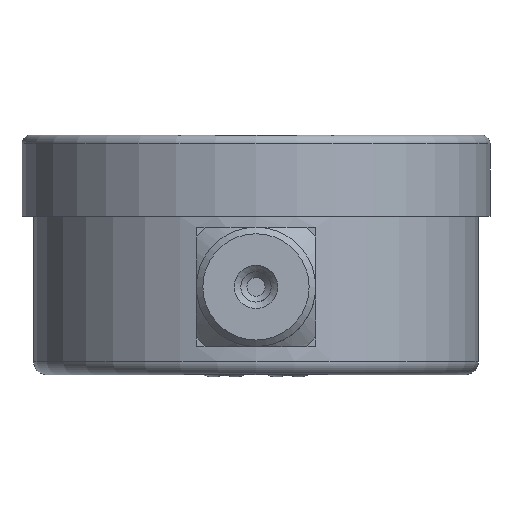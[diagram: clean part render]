
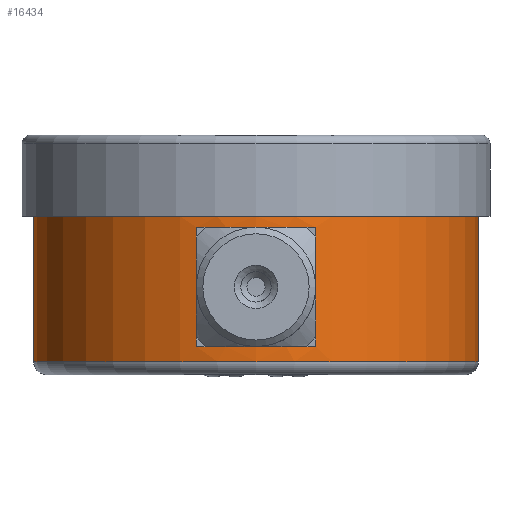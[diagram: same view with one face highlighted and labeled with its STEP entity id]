
A CAD part, front view. The second image highlights one B-rep face of the part: STEP entity #16434.
In plain terms, the highlighted cylindrical face has radius 26.035 mm (diameter 52.07 mm), a full revolution.
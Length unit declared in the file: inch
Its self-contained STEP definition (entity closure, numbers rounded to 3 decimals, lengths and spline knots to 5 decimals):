
#410 = ORIENTED_EDGE ( 'NONE', *, *, #18238, .T. ) ;
#578 = DIRECTION ( 'NONE',  ( -1., 0., 0. ) ) ;
#604 = LINE ( 'NONE', #17503, #9355 ) ;
#696 = DIRECTION ( 'NONE',  ( 0., 0., 1. ) ) ;
#784 = DIRECTION ( 'NONE',  ( 1., 0., 0. ) ) ;
#1607 = EDGE_CURVE ( 'NONE', #8176, #12094, #2438, .T. ) ;
#1814 = VERTEX_POINT ( 'NONE', #7202 ) ;
#2253 = AXIS2_PLACEMENT_3D ( 'NONE', #4205, #15519, #578 ) ;
#2438 = CIRCLE ( 'NONE', #10969, 1.025 ) ;
#2945 = EDGE_CURVE ( 'NONE', #9813, #1814, #16083, .T. ) ;
#3483 = CARTESIAN_POINT ( 'NONE',  ( 0., 0., -1.105 ) ) ;
#3568 = LINE ( 'NONE', #5033, #8256 ) ;
#3764 = CARTESIAN_POINT ( 'NONE',  ( 1.025, 0., -1.045 ) ) ;
#4205 = CARTESIAN_POINT ( 'NONE',  ( 0., 0., -0.975 ) ) ;
#4214 = EDGE_LOOP ( 'NONE', ( #4991, #5115, #10805, #13467 ) ) ;
#4259 = CIRCLE ( 'NONE', #13973, 1.025 ) ;
#4991 = ORIENTED_EDGE ( 'NONE', *, *, #16473, .F. ) ;
#5033 = CARTESIAN_POINT ( 'NONE',  ( -0.275, -0.98742, -1.105 ) ) ;
#5115 = ORIENTED_EDGE ( 'NONE', *, *, #2945, .F. ) ;
#5345 = CARTESIAN_POINT ( 'NONE',  ( 0., 0., -0.425 ) ) ;
#6394 = CARTESIAN_POINT ( 'NONE',  ( -0.275, -0.98742, -0.975 ) ) ;
#6436 = CARTESIAN_POINT ( 'NONE',  ( 0., 0., -1.045 ) ) ;
#6437 = ORIENTED_EDGE ( 'NONE', *, *, #16341, .T. ) ;
#6890 = VERTEX_POINT ( 'NONE', #13888 ) ;
#7202 = CARTESIAN_POINT ( 'NONE',  ( 0.275, -0.98742, -0.975 ) ) ;
#8176 = VERTEX_POINT ( 'NONE', #11508 ) ;
#8256 = VECTOR ( 'NONE', #10650, 39.37008 ) ;
#8281 = CYLINDRICAL_SURFACE ( 'NONE', #14366, 1.025 ) ;
#8358 = VERTEX_POINT ( 'NONE', #3764 ) ;
#8454 = DIRECTION ( 'NONE',  ( 1., 0., 0. ) ) ;
#9355 = VECTOR ( 'NONE', #10474, 39.37008 ) ;
#9562 = EDGE_CURVE ( 'NONE', #12094, #9813, #3568, .T. ) ;
#9613 = EDGE_LOOP ( 'NONE', ( #6437 ) ) ;
#9813 = VERTEX_POINT ( 'NONE', #6394 ) ;
#10017 = DIRECTION ( 'NONE',  ( 0., 0., -1. ) ) ;
#10107 = DIRECTION ( 'NONE',  ( 1., 0., 0. ) ) ;
#10474 = DIRECTION ( 'NONE',  ( 0., 0., 1. ) ) ;
#10650 = DIRECTION ( 'NONE',  ( 0., 0., -1. ) ) ;
#10805 = ORIENTED_EDGE ( 'NONE', *, *, #9562, .F. ) ;
#10969 = AXIS2_PLACEMENT_3D ( 'NONE', #5345, #10971, #16598 ) ;
#10971 = DIRECTION ( 'NONE',  ( 0., 0., -1. ) ) ;
#11508 = CARTESIAN_POINT ( 'NONE',  ( 0.275, -0.98742, -0.425 ) ) ;
#12094 = VERTEX_POINT ( 'NONE', #12159 ) ;
#12159 = CARTESIAN_POINT ( 'NONE',  ( -0.275, -0.98742, -0.425 ) ) ;
#12694 = FACE_OUTER_BOUND ( 'NONE', #16213, .T. ) ;
#12870 = FACE_OUTER_BOUND ( 'NONE', #9613, .T. ) ;
#13467 = ORIENTED_EDGE ( 'NONE', *, *, #1607, .F. ) ;
#13888 = CARTESIAN_POINT ( 'NONE',  ( 1.025, 0., -0.375 ) ) ;
#13973 = AXIS2_PLACEMENT_3D ( 'NONE', #6436, #16202, #784 ) ;
#14366 = AXIS2_PLACEMENT_3D ( 'NONE', #3483, #696, #10107 ) ;
#15249 = AXIS2_PLACEMENT_3D ( 'NONE', #15281, #10017, #8454 ) ;
#15281 = CARTESIAN_POINT ( 'NONE',  ( 0., 0., -0.375 ) ) ;
#15519 = DIRECTION ( 'NONE',  ( 0., 0., 1. ) ) ;
#16083 = CIRCLE ( 'NONE', #2253, 1.025 ) ;
#16133 = CIRCLE ( 'NONE', #15249, 1.025 ) ;
#16202 = DIRECTION ( 'NONE',  ( 0., 0., 1. ) ) ;
#16213 = EDGE_LOOP ( 'NONE', ( #410 ) ) ;
#16341 = EDGE_CURVE ( 'NONE', #6890, #6890, #16133, .T. ) ;
#16434 = ADVANCED_FACE ( 'NONE', ( #18251, #12694, #12870 ), #8281, .T. ) ;
#16473 = EDGE_CURVE ( 'NONE', #1814, #8176, #604, .T. ) ;
#16598 = DIRECTION ( 'NONE',  ( 1., 0., 0. ) ) ;
#17503 = CARTESIAN_POINT ( 'NONE',  ( 0.275, -0.98742, -1.105 ) ) ;
#18238 = EDGE_CURVE ( 'NONE', #8358, #8358, #4259, .T. ) ;
#18251 = FACE_BOUND ( 'NONE', #4214, .T. ) ;
